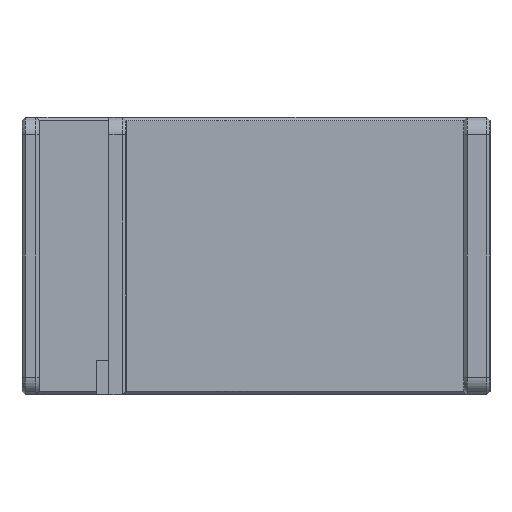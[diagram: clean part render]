
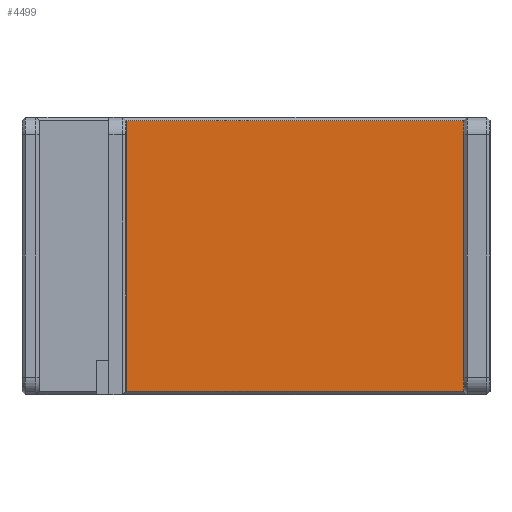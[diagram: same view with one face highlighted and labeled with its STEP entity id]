
A CAD part, left-side view. The second image highlights one B-rep face of the part: STEP entity #4499.
In plain terms, the highlighted planar face has unit normal (-1, 0, 0).
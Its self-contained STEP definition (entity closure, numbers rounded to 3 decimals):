
#3558 = VERTEX_POINT('',#3559);
#3559 = CARTESIAN_POINT('',(-5.,-102.5,1.));
#3638 = VERTEX_POINT('',#3639);
#3639 = CARTESIAN_POINT('',(-5.,-5.,1.));
#3647 = EDGE_CURVE('',#3638,#3558,#3648,.T.);
#3648 = LINE('',#3649,#3650);
#3649 = CARTESIAN_POINT('',(-5.,-5.,1.));
#3650 = VECTOR('',#3651,1.);
#3651 = DIRECTION('',(-0.,-1.,-0.));
#3767 = VERTEX_POINT('',#3768);
#3768 = CARTESIAN_POINT('',(-5.,-5.,79.));
#3792 = VERTEX_POINT('',#3793);
#3793 = CARTESIAN_POINT('',(-5.,-102.5,79.));
#3799 = EDGE_CURVE('',#3767,#3792,#3800,.T.);
#3800 = LINE('',#3801,#3802);
#3801 = CARTESIAN_POINT('',(-5.,-5.,79.));
#3802 = VECTOR('',#3803,1.);
#3803 = DIRECTION('',(-0.,-1.,-0.));
#4355 = EDGE_CURVE('',#3558,#3792,#4356,.T.);
#4356 = LINE('',#4357,#4358);
#4357 = CARTESIAN_POINT('',(-5.,-102.5,0.));
#4358 = VECTOR('',#4359,1.);
#4359 = DIRECTION('',(0.,0.,1.));
#4499 = ADVANCED_FACE('',(#4500),#4511,.T.);
#4500 = FACE_BOUND('',#4501,.F.);
#4501 = EDGE_LOOP('',(#4502,#4508,#4509,#4510));
#4502 = ORIENTED_EDGE('',*,*,#4503,.T.);
#4503 = EDGE_CURVE('',#3638,#3767,#4504,.T.);
#4504 = LINE('',#4505,#4506);
#4505 = CARTESIAN_POINT('',(-5.,-5.,0.));
#4506 = VECTOR('',#4507,1.);
#4507 = DIRECTION('',(0.,0.,1.));
#4508 = ORIENTED_EDGE('',*,*,#3799,.T.);
#4509 = ORIENTED_EDGE('',*,*,#4355,.F.);
#4510 = ORIENTED_EDGE('',*,*,#3647,.F.);
#4511 = PLANE('',#4512);
#4512 = AXIS2_PLACEMENT_3D('',#4513,#4514,#4515);
#4513 = CARTESIAN_POINT('',(-5.,-5.,0.));
#4514 = DIRECTION('',(-1.,-0.,-0.));
#4515 = DIRECTION('',(0.,1.,0.));
